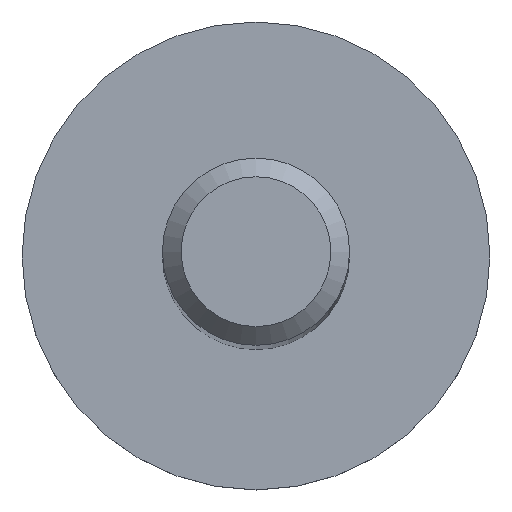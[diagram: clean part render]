
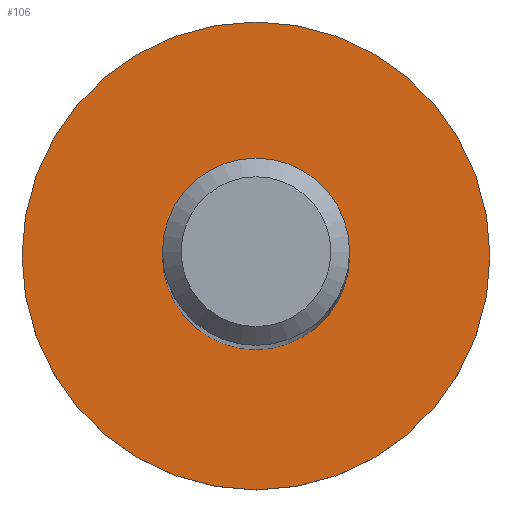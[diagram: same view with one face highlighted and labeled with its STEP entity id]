
A CAD part, top view. The second image highlights one B-rep face of the part: STEP entity #106.
In plain terms, the highlighted planar face has unit normal (0, 0, 1).
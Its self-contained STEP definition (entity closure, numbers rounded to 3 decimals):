
#12 = PLANE ( 'NONE',  #99 ) ;
#20 = VERTEX_POINT ( 'NONE', #56 ) ;
#38 = EDGE_CURVE ( 'NONE', #20, #20, #181, .T. ) ;
#49 = DIRECTION ( 'NONE',  ( 0., 0., -1. ) ) ;
#51 = EDGE_LOOP ( 'NONE', ( #152 ) ) ;
#56 = CARTESIAN_POINT ( 'NONE',  ( 0., 7.5, 1.5 ) ) ;
#94 = FACE_OUTER_BOUND ( 'NONE', #51, .T. ) ;
#96 = CARTESIAN_POINT ( 'NONE',  ( 0., 0., 1.5 ) ) ;
#99 = AXIS2_PLACEMENT_3D ( 'NONE', #96, #49, #200 ) ;
#106 = ADVANCED_FACE ( 'NONE', ( #94 ), #12, .F. ) ;
#136 = DIRECTION ( 'NONE',  ( 0., 0., -1. ) ) ;
#152 = ORIENTED_EDGE ( 'NONE', *, *, #38, .F. ) ;
#164 = DIRECTION ( 'NONE',  ( 0., 1., 0. ) ) ;
#165 = CARTESIAN_POINT ( 'NONE',  ( 0., 0., 1.5 ) ) ;
#181 = CIRCLE ( 'NONE', #195, 7.5 ) ;
#195 = AXIS2_PLACEMENT_3D ( 'NONE', #165, #136, #164 ) ;
#200 = DIRECTION ( 'NONE',  ( 0., 1., 0. ) ) ;
